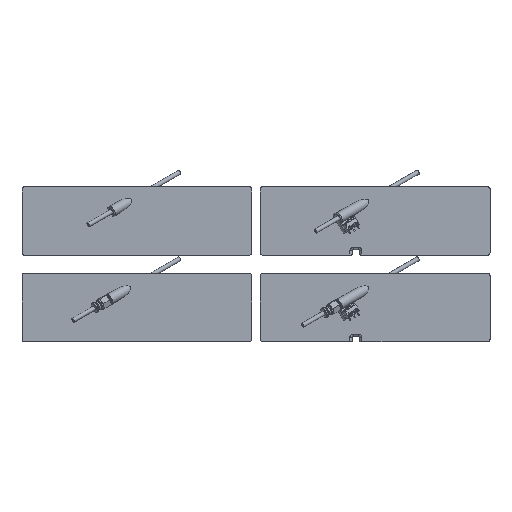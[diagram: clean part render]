
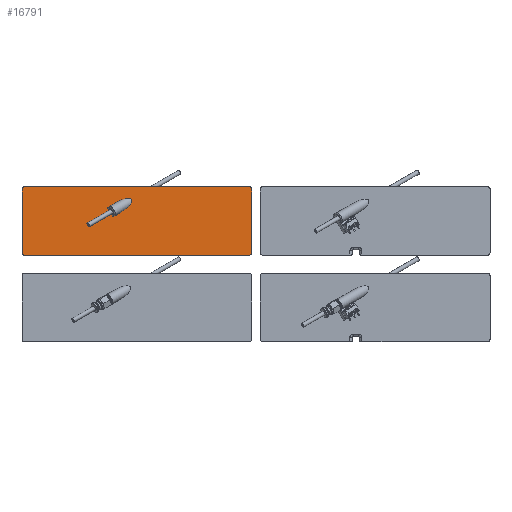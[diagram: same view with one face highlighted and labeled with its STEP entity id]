
A CAD part, top view. The second image highlights one B-rep face of the part: STEP entity #16791.
In plain terms, the highlighted face is planar.
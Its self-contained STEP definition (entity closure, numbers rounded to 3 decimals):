
#833=ELLIPSE('',#18065,1.079,1.);
#834=ELLIPSE('',#18067,1.079,1.);
#835=ELLIPSE('',#18070,13.347,5.);
#1032=LINE('',#24457,#2396);
#1036=LINE('',#24845,#2400);
#1038=LINE('',#24994,#2402);
#1043=LINE('',#25017,#2407);
#1044=LINE('',#25021,#2408);
#1045=LINE('',#25025,#2409);
#1046=LINE('',#25028,#2410);
#2396=VECTOR('',#19765,10.);
#2400=VECTOR('',#19783,10.);
#2402=VECTOR('',#19787,10.);
#2407=VECTOR('',#19806,1000.);
#2408=VECTOR('',#19809,1000.);
#2409=VECTOR('',#19812,1000.);
#2410=VECTOR('',#19815,1000.);
#4165=FACE_BOUND('',#5278,.T.);
#4260=FACE_OUTER_BOUND('',#5277,.T.);
#5277=EDGE_LOOP('',(#11286,#11287,#11288,#11289,#11290,#11291,#11292,#11293));
#5278=EDGE_LOOP('',(#11294,#11295,#11296,#11297,#11298,#11299));
#6369=CIRCLE('',#18083,2.);
#6370=CIRCLE('',#18084,2.);
#6371=CIRCLE('',#18085,2.);
#6372=CIRCLE('',#18086,2.);
#7019=VERTEX_POINT('',#24443);
#7020=VERTEX_POINT('',#24444);
#7021=VERTEX_POINT('',#24449);
#7022=VERTEX_POINT('',#24450);
#7023=VERTEX_POINT('',#24455);
#7024=VERTEX_POINT('',#24459);
#7037=VERTEX_POINT('',#25013);
#7038=VERTEX_POINT('',#25014);
#7039=VERTEX_POINT('',#25016);
#7040=VERTEX_POINT('',#25018);
#7041=VERTEX_POINT('',#25020);
#7042=VERTEX_POINT('',#25022);
#7043=VERTEX_POINT('',#25024);
#7044=VERTEX_POINT('',#25026);
#8661=EDGE_CURVE('',#7019,#7020,#833,.F.);
#8664=EDGE_CURVE('',#7021,#7022,#834,.F.);
#8668=EDGE_CURVE('',#7021,#7023,#1032,.T.);
#8670=EDGE_CURVE('',#7024,#7023,#835,.F.);
#8676=EDGE_CURVE('',#7019,#7022,#1036,.T.);
#8679=EDGE_CURVE('',#7024,#7020,#1038,.T.);
#8688=EDGE_CURVE('',#7037,#7038,#6369,.T.);
#8689=EDGE_CURVE('',#7039,#7037,#1043,.T.);
#8690=EDGE_CURVE('',#7040,#7039,#6370,.T.);
#8691=EDGE_CURVE('',#7040,#7041,#1044,.T.);
#8692=EDGE_CURVE('',#7042,#7041,#6371,.T.);
#8693=EDGE_CURVE('',#7043,#7042,#1045,.T.);
#8694=EDGE_CURVE('',#7044,#7043,#6372,.T.);
#8695=EDGE_CURVE('',#7044,#7038,#1046,.T.);
#11286=ORIENTED_EDGE('',*,*,#8688,.F.);
#11287=ORIENTED_EDGE('',*,*,#8689,.F.);
#11288=ORIENTED_EDGE('',*,*,#8690,.F.);
#11289=ORIENTED_EDGE('',*,*,#8691,.T.);
#11290=ORIENTED_EDGE('',*,*,#8692,.F.);
#11291=ORIENTED_EDGE('',*,*,#8693,.F.);
#11292=ORIENTED_EDGE('',*,*,#8694,.F.);
#11293=ORIENTED_EDGE('',*,*,#8695,.T.);
#11294=ORIENTED_EDGE('',*,*,#8668,.T.);
#11295=ORIENTED_EDGE('',*,*,#8670,.F.);
#11296=ORIENTED_EDGE('',*,*,#8679,.T.);
#11297=ORIENTED_EDGE('',*,*,#8661,.F.);
#11298=ORIENTED_EDGE('',*,*,#8676,.T.);
#11299=ORIENTED_EDGE('',*,*,#8664,.F.);
#16382=PLANE('',#18082);
#16791=ADVANCED_FACE('',(#4260,#4165),#16382,.T.);
#18065=AXIS2_PLACEMENT_3D('',#24445,#19752,#19753);
#18067=AXIS2_PLACEMENT_3D('',#24451,#19758,#19759);
#18070=AXIS2_PLACEMENT_3D('',#24461,#19769,#19770);
#18082=AXIS2_PLACEMENT_3D('',#25012,#19802,#19803);
#18083=AXIS2_PLACEMENT_3D('',#25015,#19804,#19805);
#18084=AXIS2_PLACEMENT_3D('',#25019,#19807,#19808);
#18085=AXIS2_PLACEMENT_3D('',#25023,#19810,#19811);
#18086=AXIS2_PLACEMENT_3D('',#25027,#19813,#19814);
#19752=DIRECTION('center_axis',(1.,0.,0.));
#19753=DIRECTION('ref_axis',(0.,-0.5,-0.866));
#19758=DIRECTION('center_axis',(1.,0.,0.));
#19759=DIRECTION('ref_axis',(0.,-0.5,-0.866));
#19765=DIRECTION('',(0.,0.5,0.866));
#19769=DIRECTION('center_axis',(1.,0.,0.));
#19770=DIRECTION('ref_axis',(0.,0.5,0.866));
#19783=DIRECTION('',(0.,0.866,-0.5));
#19787=DIRECTION('',(0.,-0.5,-0.866));
#19802=DIRECTION('center_axis',(-1.,0.,0.));
#19803=DIRECTION('ref_axis',(0.,0.,1.));
#19804=DIRECTION('center_axis',(1.,0.,0.));
#19805=DIRECTION('ref_axis',(0.,-0.707,0.707));
#19806=DIRECTION('',(0.,-1.,0.));
#19807=DIRECTION('center_axis',(1.,0.,0.));
#19808=DIRECTION('ref_axis',(0.,0.707,0.707));
#19809=DIRECTION('',(0.,0.,-1.));
#19810=DIRECTION('center_axis',(1.,0.,0.));
#19811=DIRECTION('ref_axis',(0.,0.707,-0.707));
#19812=DIRECTION('',(0.,1.,0.));
#19813=DIRECTION('center_axis',(1.,0.,0.));
#19814=DIRECTION('ref_axis',(0.,-0.707,-0.707));
#19815=DIRECTION('',(0.,0.,1.));
#24443=CARTESIAN_POINT('',(0.,13.758,-22.685));
#24444=CARTESIAN_POINT('',(0.,13.432,-21.251));
#24445=CARTESIAN_POINT('Origin',(0.,14.298,-21.751));
#24449=CARTESIAN_POINT('',(0.,22.092,-26.251));
#24450=CARTESIAN_POINT('',(0.,20.687,-26.685));
#24451=CARTESIAN_POINT('Origin',(0.,21.226,-25.751));
#24455=CARTESIAN_POINT('',(0.,26.358,-18.862));
#24457=CARTESIAN_POINT('',(0.,32.875,-7.573));
#24459=CARTESIAN_POINT('',(0.,17.697,-13.862));
#24461=CARTESIAN_POINT('Origin',(0.,22.028,
-16.362));
#24845=CARTESIAN_POINT('',(0.,11.033,-21.112));
#24994=CARTESIAN_POINT('',(0.,16.715,-15.564));
#25012=CARTESIAN_POINT('Origin',(0.,9.25,0.));
#25013=CARTESIAN_POINT('',(0.,-20.25,106.));
#25014=CARTESIAN_POINT('',(0.,-22.25,104.));
#25015=CARTESIAN_POINT('Origin',(0.,-20.25,
104.));
#25016=CARTESIAN_POINT('',(0.,38.75,106.));
#25017=CARTESIAN_POINT('',(0.,43.75,106.));
#25018=CARTESIAN_POINT('',(0.,40.75,104.));
#25019=CARTESIAN_POINT('Origin',(0.,38.75,104.));
#25020=CARTESIAN_POINT('',(0.,40.75,-104.));
#25021=CARTESIAN_POINT('',(0.,40.75,53.));
#25022=CARTESIAN_POINT('',(0.,38.75,-106.));
#25023=CARTESIAN_POINT('Origin',(0.,38.75,
-104.));
#25024=CARTESIAN_POINT('',(0.,-20.25,-106.));
#25025=CARTESIAN_POINT('',(0.,43.75,-106.));
#25026=CARTESIAN_POINT('',(0.,-22.25,-104.));
#25027=CARTESIAN_POINT('Origin',(0.,-20.25,
-104.));
#25028=CARTESIAN_POINT('',(0.,-22.25,106.));
